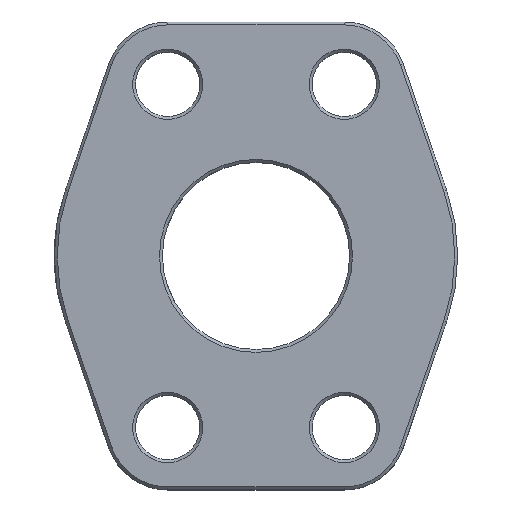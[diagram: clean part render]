
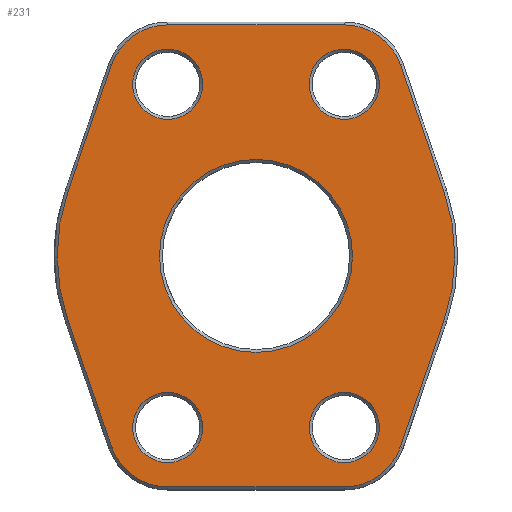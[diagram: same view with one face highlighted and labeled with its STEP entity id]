
A CAD part, top view. The second image highlights one B-rep face of the part: STEP entity #231.
In plain terms, the highlighted planar face has unit normal (0, 0, 1).
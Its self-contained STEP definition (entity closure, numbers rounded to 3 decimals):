
#148=PLANE('',#1116);
#231=ADVANCED_FACE('',(#310,#311,#312,#313,#314,#315),#148,.T.);
#310=FACE_BOUND('',#397,.T.);
#311=FACE_BOUND('',#398,.T.);
#312=FACE_BOUND('',#399,.T.);
#313=FACE_BOUND('',#400,.T.);
#314=FACE_BOUND('',#401,.T.);
#315=FACE_BOUND('',#402,.T.);
#397=EDGE_LOOP('',(#630));
#398=EDGE_LOOP('',(#631));
#399=EDGE_LOOP('',(#632));
#400=EDGE_LOOP('',(#633));
#401=EDGE_LOOP('',(#634,#635,#636,#637,#638,#639,#640,#641,#642,#643,#644,
#645));
#402=EDGE_LOOP('',(#646));
#471=CIRCLE('',#1105,6.);
#472=CIRCLE('',#1106,6.);
#473=CIRCLE('',#1107,6.);
#474=CIRCLE('',#1108,6.);
#475=CIRCLE('',#1109,10.15);
#476=CIRCLE('',#1110,10.15);
#477=CIRCLE('',#1111,34.);
#478=CIRCLE('',#1112,10.15);
#479=CIRCLE('',#1113,10.15);
#480=CIRCLE('',#1114,34.);
#481=CIRCLE('',#1115,16.5);
#630=ORIENTED_EDGE('',*,*,#874,.T.);
#631=ORIENTED_EDGE('',*,*,#875,.T.);
#632=ORIENTED_EDGE('',*,*,#876,.T.);
#633=ORIENTED_EDGE('',*,*,#877,.T.);
#634=ORIENTED_EDGE('',*,*,#878,.T.);
#635=ORIENTED_EDGE('',*,*,#879,.T.);
#636=ORIENTED_EDGE('',*,*,#880,.T.);
#637=ORIENTED_EDGE('',*,*,#881,.T.);
#638=ORIENTED_EDGE('',*,*,#882,.T.);
#639=ORIENTED_EDGE('',*,*,#883,.T.);
#640=ORIENTED_EDGE('',*,*,#884,.T.);
#641=ORIENTED_EDGE('',*,*,#885,.T.);
#642=ORIENTED_EDGE('',*,*,#886,.T.);
#643=ORIENTED_EDGE('',*,*,#887,.T.);
#644=ORIENTED_EDGE('',*,*,#888,.T.);
#645=ORIENTED_EDGE('',*,*,#889,.T.);
#646=ORIENTED_EDGE('',*,*,#890,.T.);
#771=VERTEX_POINT('',#1651);
#772=VERTEX_POINT('',#1653);
#773=VERTEX_POINT('',#1655);
#774=VERTEX_POINT('',#1657);
#775=VERTEX_POINT('',#1659);
#776=VERTEX_POINT('',#1660);
#777=VERTEX_POINT('',#1662);
#778=VERTEX_POINT('',#1664);
#779=VERTEX_POINT('',#1666);
#780=VERTEX_POINT('',#1668);
#781=VERTEX_POINT('',#1670);
#782=VERTEX_POINT('',#1672);
#783=VERTEX_POINT('',#1674);
#784=VERTEX_POINT('',#1676);
#785=VERTEX_POINT('',#1678);
#786=VERTEX_POINT('',#1680);
#787=VERTEX_POINT('',#1683);
#874=EDGE_CURVE('',#771,#771,#471,.T.);
#875=EDGE_CURVE('',#772,#772,#472,.T.);
#876=EDGE_CURVE('',#773,#773,#473,.T.);
#877=EDGE_CURVE('',#774,#774,#474,.T.);
#878=EDGE_CURVE('',#775,#776,#948,.T.);
#879=EDGE_CURVE('',#776,#777,#475,.T.);
#880=EDGE_CURVE('',#777,#778,#949,.T.);
#881=EDGE_CURVE('',#778,#779,#476,.T.);
#882=EDGE_CURVE('',#779,#780,#950,.T.);
#883=EDGE_CURVE('',#780,#781,#477,.T.);
#884=EDGE_CURVE('',#781,#782,#951,.T.);
#885=EDGE_CURVE('',#782,#783,#478,.T.);
#886=EDGE_CURVE('',#783,#784,#952,.T.);
#887=EDGE_CURVE('',#784,#785,#479,.T.);
#888=EDGE_CURVE('',#785,#786,#953,.T.);
#889=EDGE_CURVE('',#786,#775,#480,.T.);
#890=EDGE_CURVE('',#787,#787,#481,.T.);
#948=LINE('',#1658,#1008);
#949=LINE('',#1663,#1009);
#950=LINE('',#1667,#1010);
#951=LINE('',#1671,#1011);
#952=LINE('',#1675,#1012);
#953=LINE('',#1679,#1013);
#1008=VECTOR('',#1350,1.);
#1009=VECTOR('',#1353,1.);
#1010=VECTOR('',#1356,1.);
#1011=VECTOR('',#1359,1.);
#1012=VECTOR('',#1362,1.);
#1013=VECTOR('',#1365,1.);
#1105=AXIS2_PLACEMENT_3D('',#1650,#1342,#1343);
#1106=AXIS2_PLACEMENT_3D('',#1652,#1344,#1345);
#1107=AXIS2_PLACEMENT_3D('',#1654,#1346,#1347);
#1108=AXIS2_PLACEMENT_3D('',#1656,#1348,#1349);
#1109=AXIS2_PLACEMENT_3D('',#1661,#1351,#1352);
#1110=AXIS2_PLACEMENT_3D('',#1665,#1354,#1355);
#1111=AXIS2_PLACEMENT_3D('',#1669,#1357,#1358);
#1112=AXIS2_PLACEMENT_3D('',#1673,#1360,#1361);
#1113=AXIS2_PLACEMENT_3D('',#1677,#1363,#1364);
#1114=AXIS2_PLACEMENT_3D('',#1681,#1366,#1367);
#1115=AXIS2_PLACEMENT_3D('',#1682,#1368,#1369);
#1116=AXIS2_PLACEMENT_3D('',#1684,#1370,#1371);
#1342=DIRECTION('',(0.,0.,-1.));
#1343=DIRECTION('',(0.,-1.,0.));
#1344=DIRECTION('',(0.,0.,-1.));
#1345=DIRECTION('',(0.,-1.,0.));
#1346=DIRECTION('',(0.,0.,-1.));
#1347=DIRECTION('',(0.,-1.,0.));
#1348=DIRECTION('',(0.,0.,-1.));
#1349=DIRECTION('',(0.,-1.,0.));
#1350=DIRECTION('',(0.326,-0.945,0.));
#1351=DIRECTION('',(0.,0.,1.));
#1352=DIRECTION('',(0.,-1.,0.));
#1353=DIRECTION('',(1.,0.,0.));
#1354=DIRECTION('',(0.,0.,1.));
#1355=DIRECTION('',(0.,-1.,0.));
#1356=DIRECTION('',(0.326,0.945,0.));
#1357=DIRECTION('',(0.,0.,1.));
#1358=DIRECTION('',(0.,-1.,0.));
#1359=DIRECTION('',(-0.326,0.945,0.));
#1360=DIRECTION('',(0.,0.,1.));
#1361=DIRECTION('',(0.,-1.,0.));
#1362=DIRECTION('',(-1.,0.,0.));
#1363=DIRECTION('',(0.,0.,1.));
#1364=DIRECTION('',(0.,-1.,0.));
#1365=DIRECTION('',(-0.326,-0.945,0.));
#1366=DIRECTION('',(0.,0.,1.));
#1367=DIRECTION('',(0.,-1.,0.));
#1368=DIRECTION('',(0.,0.,-1.));
#1369=DIRECTION('',(0.,-1.,0.));
#1370=DIRECTION('',(0.,0.,1.));
#1371=DIRECTION('',(0.,-1.,0.));
#1650=CARTESIAN_POINT('',(15.1,29.35,20.));
#1651=CARTESIAN_POINT('',(15.1,23.35,20.));
#1652=CARTESIAN_POINT('',(-15.1,29.35,20.));
#1653=CARTESIAN_POINT('',(-15.1,23.35,20.));
#1654=CARTESIAN_POINT('',(-15.1,-29.35,20.));
#1655=CARTESIAN_POINT('',(-15.1,-35.35,20.));
#1656=CARTESIAN_POINT('',(15.1,-29.35,20.));
#1657=CARTESIAN_POINT('',(15.1,-35.35,20.));
#1658=CARTESIAN_POINT('',(-24.695,-32.662,20.));
#1659=CARTESIAN_POINT('',(-32.139,-11.094,20.));
#1660=CARTESIAN_POINT('',(-24.695,-32.662,20.));
#1661=CARTESIAN_POINT('',(-15.1,-29.35,20.));
#1662=CARTESIAN_POINT('',(-15.1,-39.5,20.));
#1663=CARTESIAN_POINT('',(15.1,-39.5,20.));
#1664=CARTESIAN_POINT('',(15.1,-39.5,20.));
#1665=CARTESIAN_POINT('',(15.1,-29.35,20.));
#1666=CARTESIAN_POINT('',(24.695,-32.662,20.));
#1667=CARTESIAN_POINT('',(32.139,-11.094,20.));
#1668=CARTESIAN_POINT('',(32.139,-11.094,20.));
#1669=CARTESIAN_POINT('',(0.,0.,20.));
#1670=CARTESIAN_POINT('',(32.139,11.094,20.));
#1671=CARTESIAN_POINT('',(24.695,32.662,20.));
#1672=CARTESIAN_POINT('',(24.695,32.662,20.));
#1673=CARTESIAN_POINT('',(15.1,29.35,20.));
#1674=CARTESIAN_POINT('',(15.1,39.5,20.));
#1675=CARTESIAN_POINT('',(-15.1,39.5,20.));
#1676=CARTESIAN_POINT('',(-15.1,39.5,20.));
#1677=CARTESIAN_POINT('',(-15.1,29.35,20.));
#1678=CARTESIAN_POINT('',(-24.695,32.662,20.));
#1679=CARTESIAN_POINT('',(-32.139,11.094,20.));
#1680=CARTESIAN_POINT('',(-32.139,11.094,20.));
#1681=CARTESIAN_POINT('',(0.,0.,20.));
#1682=CARTESIAN_POINT('',(0.,0.,20.));
#1683=CARTESIAN_POINT('',(0.,-16.5,20.));
#1684=CARTESIAN_POINT('',(37.95,-50.,20.));
